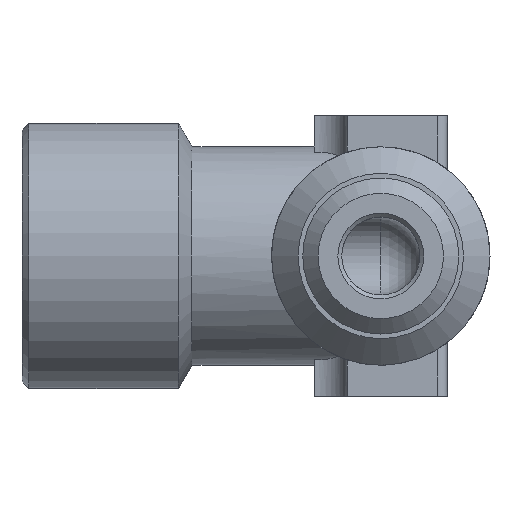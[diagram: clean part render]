
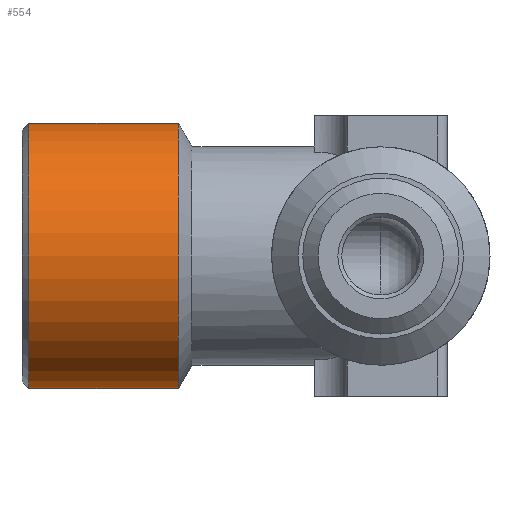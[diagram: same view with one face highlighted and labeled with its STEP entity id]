
A CAD part, left-side view. The second image highlights one B-rep face of the part: STEP entity #554.
In plain terms, the highlighted cylindrical face has radius 4.25 mm (diameter 8.5 mm), a full revolution.
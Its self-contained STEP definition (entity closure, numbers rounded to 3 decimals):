
#123=CIRCLE('',#621,4.25);
#124=CIRCLE('',#623,4.25);
#180=ORIENTED_EDGE('',*,*,#325,.F.);
#181=ORIENTED_EDGE('',*,*,#324,.T.);
#324=EDGE_CURVE('',#395,#395,#123,.T.);
#325=EDGE_CURVE('',#396,#396,#124,.T.);
#395=VERTEX_POINT('',#948);
#396=VERTEX_POINT('',#951);
#435=EDGE_LOOP('',(#180));
#436=EDGE_LOOP('',(#181));
#489=FACE_BOUND('',#435,.T.);
#490=FACE_BOUND('',#436,.T.);
#536=CYLINDRICAL_SURFACE('',#622,4.25);
#554=ADVANCED_FACE('',(#489,#490),#536,.T.);
#621=AXIS2_PLACEMENT_3D('',#947,#724,#725);
#622=AXIS2_PLACEMENT_3D('',#949,#726,#727);
#623=AXIS2_PLACEMENT_3D('',#950,#728,#729);
#724=DIRECTION('',(0.,1.,0.));
#725=DIRECTION('',(0.,0.,1.));
#726=DIRECTION('',(0.,1.,0.));
#727=DIRECTION('',(0.,0.,1.));
#728=DIRECTION('',(0.,1.,0.));
#729=DIRECTION('',(0.,0.,1.));
#947=CARTESIAN_POINT('',(0.,6.486,0.));
#948=CARTESIAN_POINT('',(0.,6.486,4.25));
#949=CARTESIAN_POINT('',(0.,11.5,0.));
#950=CARTESIAN_POINT('',(0.,11.288,0.));
#951=CARTESIAN_POINT('',(0.,11.288,4.25));
